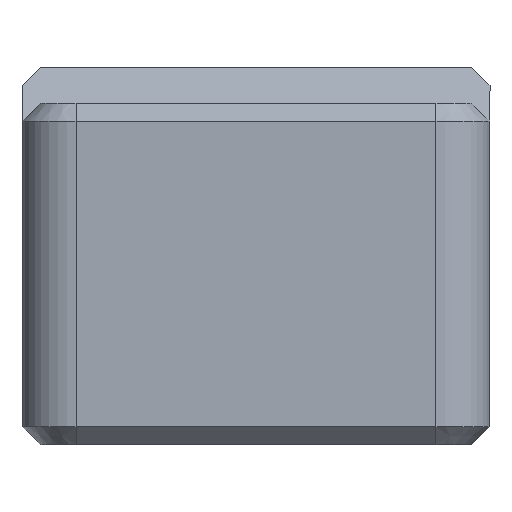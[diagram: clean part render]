
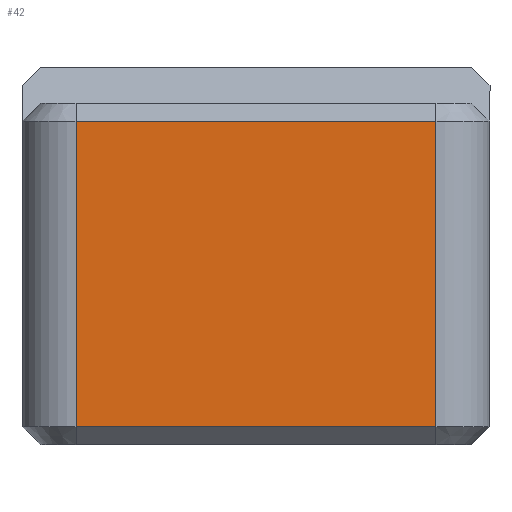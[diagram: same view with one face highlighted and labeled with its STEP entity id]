
A CAD part, left-side view. The second image highlights one B-rep face of the part: STEP entity #42.
In plain terms, the highlighted planar face has unit normal (-1, 0, 0).
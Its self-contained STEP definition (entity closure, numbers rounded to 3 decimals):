
#9 = EDGE_CURVE ( 'NONE', #516, #10, #1108, .T. ) ;
#10 = VERTEX_POINT ( 'NONE', #22 ) ;
#17 = CARTESIAN_POINT ( 'NONE',  ( -25.5, 6.5, 4.75 ) ) ;
#22 = CARTESIAN_POINT ( 'NONE',  ( -25.5, 5., -4.25 ) ) ;
#42 = ADVANCED_FACE ( 'NONE', ( #905 ), #221, .F. ) ;
#168 = VERTEX_POINT ( 'NONE', #251 ) ;
#221 = PLANE ( 'NONE',  #1082 ) ;
#251 = CARTESIAN_POINT ( 'NONE',  ( -25.5, -5., -4.25 ) ) ;
#286 = LINE ( 'NONE', #618, #512 ) ;
#314 = EDGE_CURVE ( 'NONE', #798, #516, #672, .T. ) ;
#377 = EDGE_CURVE ( 'NONE', #10, #168, #867, .T. ) ;
#381 = VECTOR ( 'NONE', #636, 1000. ) ;
#407 = DIRECTION ( 'NONE',  ( 0., -1., 0. ) ) ;
#418 = CARTESIAN_POINT ( 'NONE',  ( -25.5, 5., 4.25 ) ) ;
#419 = EDGE_CURVE ( 'NONE', #168, #798, #286, .T. ) ;
#512 = VECTOR ( 'NONE', #1189, 1000. ) ;
#516 = VERTEX_POINT ( 'NONE', #703 ) ;
#545 = CARTESIAN_POINT ( 'NONE',  ( -25.5, -5., 4.25 ) ) ;
#618 = CARTESIAN_POINT ( 'NONE',  ( -25.5, -5., 4.75 ) ) ;
#636 = DIRECTION ( 'NONE',  ( 0., 1., 0. ) ) ;
#655 = DIRECTION ( 'NONE',  ( 1., 0., 0. ) ) ;
#672 = LINE ( 'NONE', #418, #381 ) ;
#703 = CARTESIAN_POINT ( 'NONE',  ( -25.5, 5., 4.25 ) ) ;
#798 = VERTEX_POINT ( 'NONE', #545 ) ;
#840 = CARTESIAN_POINT ( 'NONE',  ( -25.5, 6.5, -4.25 ) ) ;
#856 = DIRECTION ( 'NONE',  ( 0., 0., -1. ) ) ;
#867 = LINE ( 'NONE', #840, #1137 ) ;
#905 = FACE_OUTER_BOUND ( 'NONE', #1167, .T. ) ;
#1004 = CARTESIAN_POINT ( 'NONE',  ( -25.5, 5., 4.75 ) ) ;
#1082 = AXIS2_PLACEMENT_3D ( 'NONE', #17, #655, #856 ) ;
#1107 = ORIENTED_EDGE ( 'NONE', *, *, #377, .T. ) ;
#1108 = LINE ( 'NONE', #1004, #1180 ) ;
#1137 = VECTOR ( 'NONE', #407, 1000. ) ;
#1159 = ORIENTED_EDGE ( 'NONE', *, *, #314, .T. ) ;
#1167 = EDGE_LOOP ( 'NONE', ( #1385, #1107, #1437, #1159 ) ) ;
#1180 = VECTOR ( 'NONE', #1203, 1000. ) ;
#1189 = DIRECTION ( 'NONE',  ( 0., 0., 1. ) ) ;
#1203 = DIRECTION ( 'NONE',  ( 0., 0., -1. ) ) ;
#1385 = ORIENTED_EDGE ( 'NONE', *, *, #9, .T. ) ;
#1437 = ORIENTED_EDGE ( 'NONE', *, *, #419, .T. ) ;
